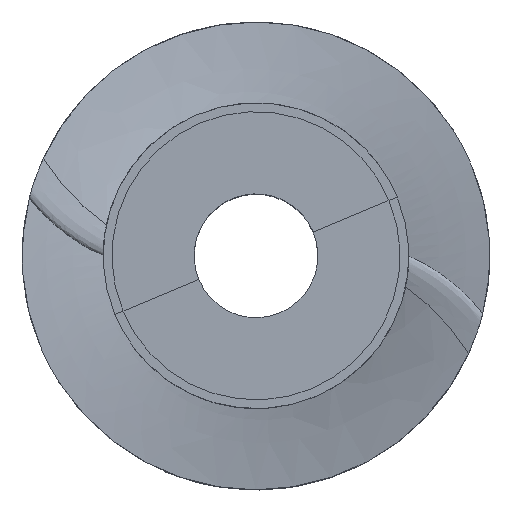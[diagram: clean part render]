
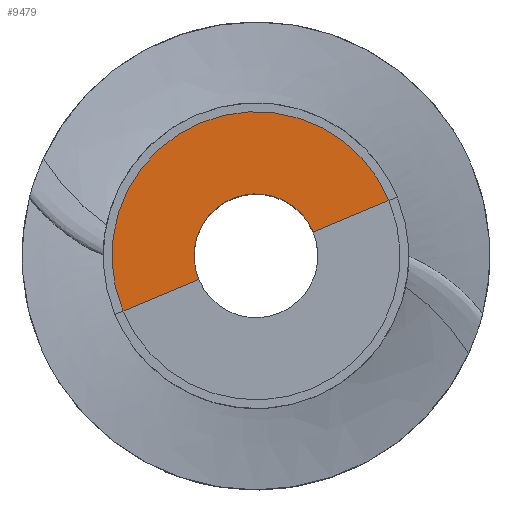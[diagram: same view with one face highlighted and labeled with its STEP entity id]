
A CAD part, top view. The second image highlights one B-rep face of the part: STEP entity #9479.
In plain terms, the highlighted face is a revolution surface.
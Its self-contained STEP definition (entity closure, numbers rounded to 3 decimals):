
#9433 = VERTEX_POINT('',#9434);
#9434 = CARTESIAN_POINT('',(-3.798,-1.582,0.));
#9439 = EDGE_CURVE('',#9440,#9433,#9442,.T.);
#9440 = VERTEX_POINT('',#9441);
#9441 = CARTESIAN_POINT('',(3.798,1.582,0.));
#9442 = CIRCLE('',#9443,4.114);
#9443 = AXIS2_PLACEMENT_3D('',#9444,#9445,#9446);
#9444 = CARTESIAN_POINT('',(0.,0.,0.));
#9445 = DIRECTION('',(0.,0.,1.));
#9446 = DIRECTION('',(-0.923,-0.384,0.));
#9479 = ADVANCED_FACE('[Impeller_1] Material domain SolidHub',(#9480),
  #9504,.F.);
#9480 = FACE_BOUND('',#9481,.F.);
#9481 = EDGE_LOOP('',(#9482,#9483,#9490,#9499));
#9482 = ORIENTED_EDGE('',*,*,#9439,.T.);
#9483 = ORIENTED_EDGE('',*,*,#9484,.T.);
#9484 = EDGE_CURVE('',#9433,#9485,#9487,.T.);
#9485 = VERTEX_POINT('',#9486);
#9486 = CARTESIAN_POINT('',(-8.839,-3.681,0.));
#9487 = B_SPLINE_CURVE_WITH_KNOTS('',1,(#9488,#9489),.UNSPECIFIED.,.F.,
  .F.,(2,2),(0.,1.),.PIECEWISE_BEZIER_KNOTS.);
#9488 = CARTESIAN_POINT('',(-3.798,-1.582,0.));
#9489 = CARTESIAN_POINT('',(-8.839,-3.681,0.));
#9490 = ORIENTED_EDGE('',*,*,#9491,.F.);
#9491 = EDGE_CURVE('',#9492,#9485,#9494,.T.);
#9492 = VERTEX_POINT('',#9493);
#9493 = CARTESIAN_POINT('',(8.839,3.681,0.));
#9494 = CIRCLE('',#9495,9.575);
#9495 = AXIS2_PLACEMENT_3D('',#9496,#9497,#9498);
#9496 = CARTESIAN_POINT('',(0.,0.,0.));
#9497 = DIRECTION('',(0.,0.,1.));
#9498 = DIRECTION('',(-0.923,-0.384,0.));
#9499 = ORIENTED_EDGE('',*,*,#9500,.F.);
#9500 = EDGE_CURVE('',#9440,#9492,#9501,.T.);
#9501 = B_SPLINE_CURVE_WITH_KNOTS('',1,(#9502,#9503),.UNSPECIFIED.,.F.,
  .F.,(2,2),(0.,1.),.PIECEWISE_BEZIER_KNOTS.);
#9502 = CARTESIAN_POINT('',(3.798,1.582,0.));
#9503 = CARTESIAN_POINT('',(8.839,3.681,0.));
#9504 = SURFACE_OF_REVOLUTION('',#9505,#9508);
#9505 = B_SPLINE_CURVE_WITH_KNOTS('',1,(#9506,#9507),.UNSPECIFIED.,.F.,
  .F.,(2,2),(0.,1.),.PIECEWISE_BEZIER_KNOTS.);
#9506 = CARTESIAN_POINT('',(-3.798,-1.582,0.));
#9507 = CARTESIAN_POINT('',(-8.839,-3.681,0.));
#9508 = AXIS1_PLACEMENT('',#9509,#9510);
#9509 = CARTESIAN_POINT('',(0.,0.,0.));
#9510 = DIRECTION('',(0.,0.,1.));
